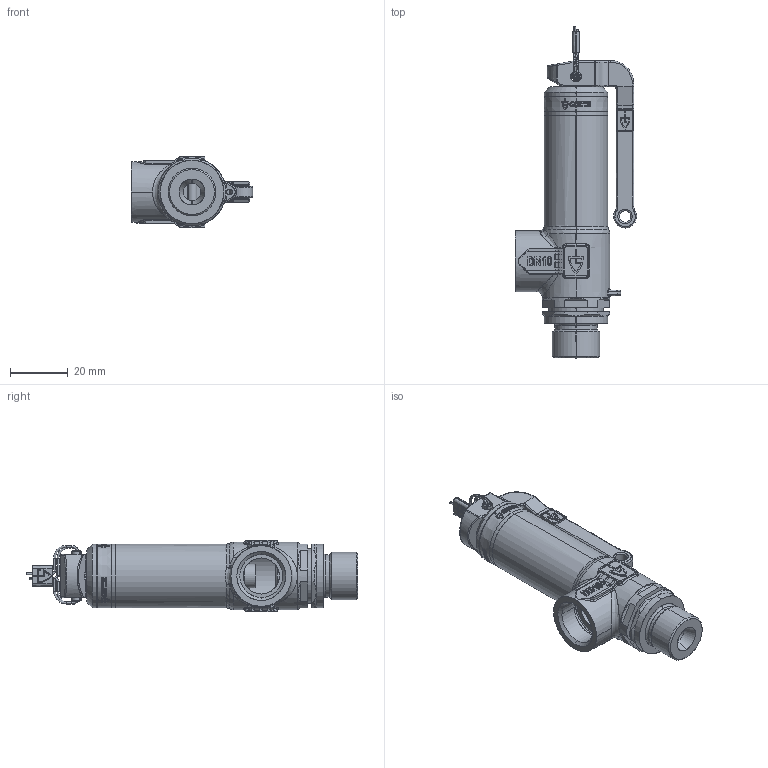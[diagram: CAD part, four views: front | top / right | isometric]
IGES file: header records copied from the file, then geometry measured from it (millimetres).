
Start section: SolidWorks IGES file using analytic representation for surfaces
Global section: file name: 2480TGFL_8_MF_1010_PTFE.IGS; native system: SolidWorks 2016; preprocessor: SolidWorks 2016; author: Hildenbrand; date: 170512.113749; units: millimetre
Bounding box: 42 x 115 x 24.6 mm (x, y, z)
Surface area: 20152.6 mm2 (no closed solid volume)
Topology: 0 solids, 0 shells, 933 faces, 10220 edges, 10194 vertices
Faces by surface type: bspline 518, revolution 415
